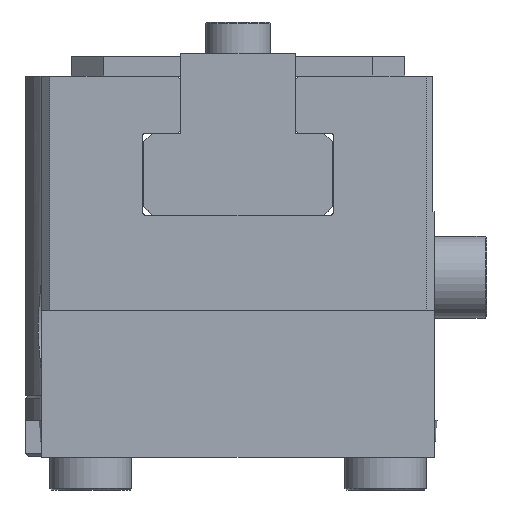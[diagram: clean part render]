
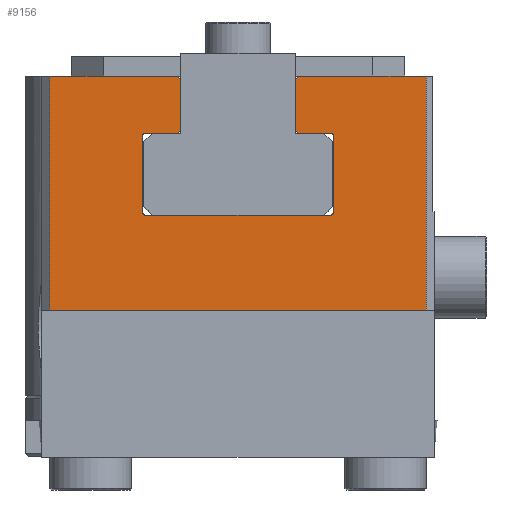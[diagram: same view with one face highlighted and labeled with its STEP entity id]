
A CAD part, left-side view. The second image highlights one B-rep face of the part: STEP entity #9156.
In plain terms, the highlighted planar face has unit normal (-1, 0, 0).
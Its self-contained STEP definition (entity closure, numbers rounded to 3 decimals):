
#486=PLANE('',#9953);
#1054=FACE_OUTER_BOUND('',#1598,.T.);
#1598=EDGE_LOOP('',(#6955,#6956,#6957,#6958,#6959,#6960,#6961,#6962,#6963,
#6964,#6965,#6966,#6967,#6968,#6969,#6970,#6971,#6972,#6973,#6974));
#2230=LINE('',#15104,#2951);
#2241=LINE('',#15135,#2962);
#2244=LINE('',#15148,#2965);
#2245=LINE('',#15151,#2966);
#2246=LINE('',#15153,#2967);
#2247=LINE('',#15155,#2968);
#2248=LINE('',#15157,#2969);
#2249=LINE('',#15161,#2970);
#2250=LINE('',#15165,#2971);
#2251=LINE('',#15169,#2972);
#2252=LINE('',#15173,#2973);
#2253=LINE('',#15175,#2974);
#2254=LINE('',#15177,#2975);
#2255=LINE('',#15178,#2976);
#2256=LINE('',#15180,#2977);
#2257=LINE('',#15181,#2978);
#2951=VECTOR('',#11257,10.);
#2962=VECTOR('',#11286,10.);
#2965=VECTOR('',#11299,10.);
#2966=VECTOR('',#11302,10.);
#2967=VECTOR('',#11303,10.);
#2968=VECTOR('',#11304,10.);
#2969=VECTOR('',#11305,10.);
#2970=VECTOR('',#11308,10.);
#2971=VECTOR('',#11311,10.);
#2972=VECTOR('',#11314,10.);
#2973=VECTOR('',#11317,10.);
#2974=VECTOR('',#11318,10.);
#2975=VECTOR('',#11319,10.);
#2976=VECTOR('',#11320,10.);
#2977=VECTOR('',#11321,10.);
#2978=VECTOR('',#11322,10.);
#3596=CIRCLE('',#9954,0.2);
#3597=CIRCLE('',#9955,0.2);
#3598=CIRCLE('',#9956,0.2);
#3599=CIRCLE('',#9957,0.2);
#4242=VERTEX_POINT('',#15101);
#4243=VERTEX_POINT('',#15103);
#4253=VERTEX_POINT('',#15132);
#4254=VERTEX_POINT('',#15134);
#4259=VERTEX_POINT('',#15146);
#4260=VERTEX_POINT('',#15150);
#4261=VERTEX_POINT('',#15152);
#4262=VERTEX_POINT('',#15154);
#4263=VERTEX_POINT('',#15156);
#4264=VERTEX_POINT('',#15158);
#4265=VERTEX_POINT('',#15160);
#4266=VERTEX_POINT('',#15162);
#4267=VERTEX_POINT('',#15164);
#4268=VERTEX_POINT('',#15166);
#4269=VERTEX_POINT('',#15168);
#4270=VERTEX_POINT('',#15170);
#4271=VERTEX_POINT('',#15172);
#4272=VERTEX_POINT('',#15174);
#4273=VERTEX_POINT('',#15176);
#4274=VERTEX_POINT('',#15179);
#5272=EDGE_CURVE('',#4242,#4243,#2230,.T.);
#5288=EDGE_CURVE('',#4253,#4254,#2241,.T.);
#5295=EDGE_CURVE('',#4254,#4259,#2244,.T.);
#5296=EDGE_CURVE('',#4260,#4253,#2245,.T.);
#5297=EDGE_CURVE('',#4260,#4261,#2246,.T.);
#5298=EDGE_CURVE('',#4262,#4261,#2247,.T.);
#5299=EDGE_CURVE('',#4262,#4263,#2248,.T.);
#5300=EDGE_CURVE('',#4264,#4263,#3596,.T.);
#5301=EDGE_CURVE('',#4264,#4265,#2249,.T.);
#5302=EDGE_CURVE('',#4266,#4265,#3597,.T.);
#5303=EDGE_CURVE('',#4266,#4267,#2250,.T.);
#5304=EDGE_CURVE('',#4268,#4267,#3598,.T.);
#5305=EDGE_CURVE('',#4268,#4269,#2251,.T.);
#5306=EDGE_CURVE('',#4270,#4269,#3599,.T.);
#5307=EDGE_CURVE('',#4270,#4271,#2252,.T.);
#5308=EDGE_CURVE('',#4272,#4271,#2253,.T.);
#5309=EDGE_CURVE('',#4272,#4273,#2254,.T.);
#5310=EDGE_CURVE('',#4243,#4273,#2255,.T.);
#5311=EDGE_CURVE('',#4274,#4242,#2256,.T.);
#5312=EDGE_CURVE('',#4274,#4259,#2257,.T.);
#6955=ORIENTED_EDGE('',*,*,#5295,.F.);
#6956=ORIENTED_EDGE('',*,*,#5288,.F.);
#6957=ORIENTED_EDGE('',*,*,#5296,.F.);
#6958=ORIENTED_EDGE('',*,*,#5297,.T.);
#6959=ORIENTED_EDGE('',*,*,#5298,.F.);
#6960=ORIENTED_EDGE('',*,*,#5299,.T.);
#6961=ORIENTED_EDGE('',*,*,#5300,.F.);
#6962=ORIENTED_EDGE('',*,*,#5301,.T.);
#6963=ORIENTED_EDGE('',*,*,#5302,.F.);
#6964=ORIENTED_EDGE('',*,*,#5303,.T.);
#6965=ORIENTED_EDGE('',*,*,#5304,.F.);
#6966=ORIENTED_EDGE('',*,*,#5305,.T.);
#6967=ORIENTED_EDGE('',*,*,#5306,.F.);
#6968=ORIENTED_EDGE('',*,*,#5307,.T.);
#6969=ORIENTED_EDGE('',*,*,#5308,.F.);
#6970=ORIENTED_EDGE('',*,*,#5309,.T.);
#6971=ORIENTED_EDGE('',*,*,#5310,.F.);
#6972=ORIENTED_EDGE('',*,*,#5272,.F.);
#6973=ORIENTED_EDGE('',*,*,#5311,.F.);
#6974=ORIENTED_EDGE('',*,*,#5312,.T.);
#9156=ADVANCED_FACE('',(#1054),#486,.T.);
#9953=AXIS2_PLACEMENT_3D('',#15149,#11300,#11301);
#9954=AXIS2_PLACEMENT_3D('',#15159,#11306,#11307);
#9955=AXIS2_PLACEMENT_3D('',#15163,#11309,#11310);
#9956=AXIS2_PLACEMENT_3D('',#15167,#11312,#11313);
#9957=AXIS2_PLACEMENT_3D('',#15171,#11315,#11316);
#11257=DIRECTION('',(0.,-1.,0.));
#11286=DIRECTION('',(0.,-1.,0.));
#11299=DIRECTION('',(0.,0.,-1.));
#11300=DIRECTION('center_axis',(-1.,0.,0.));
#11301=DIRECTION('ref_axis',(0.,-1.,0.));
#11302=DIRECTION('',(0.,-0.707,0.707));
#11303=DIRECTION('',(0.,0.,-1.));
#11304=DIRECTION('',(0.,0.707,0.707));
#11305=DIRECTION('',(0.,-1.,0.));
#11306=DIRECTION('center_axis',(-1.,0.,0.));
#11307=DIRECTION('ref_axis',(0.,-0.707,0.707));
#11308=DIRECTION('',(0.,0.,-1.));
#11309=DIRECTION('center_axis',(-1.,0.,0.));
#11310=DIRECTION('ref_axis',(0.,-0.707,-0.707));
#11311=DIRECTION('',(0.,1.,0.));
#11312=DIRECTION('center_axis',(-1.,0.,0.));
#11313=DIRECTION('ref_axis',(0.,0.707,-0.707));
#11314=DIRECTION('',(0.,0.,1.));
#11315=DIRECTION('center_axis',(-1.,0.,0.));
#11316=DIRECTION('ref_axis',(0.,0.707,0.707));
#11317=DIRECTION('',(0.,-1.,0.));
#11318=DIRECTION('',(0.,0.707,-0.707));
#11319=DIRECTION('',(0.,0.,1.));
#11320=DIRECTION('',(0.,-0.707,-0.707));
#11321=DIRECTION('',(0.,0.,1.));
#11322=DIRECTION('',(0.,-1.,0.));
#15101=CARTESIAN_POINT('',(-22.5,11.5,11.65));
#15103=CARTESIAN_POINT('',(-22.5,3.7,11.65));
#15104=CARTESIAN_POINT('',(-22.5,12.,11.65));
#15132=CARTESIAN_POINT('',(-22.5,-3.7,11.65));
#15134=CARTESIAN_POINT('',(-22.5,-11.5,11.65));
#15135=CARTESIAN_POINT('',(-22.5,12.,11.65));
#15146=CARTESIAN_POINT('',(-22.5,-11.5,-2.65));
#15148=CARTESIAN_POINT('',(-22.5,-11.5,0.));
#15149=CARTESIAN_POINT('Origin',(-22.5,12.,0.));
#15150=CARTESIAN_POINT('',(-22.5,-3.5,11.45));
#15151=CARTESIAN_POINT('',(-22.5,3.188,4.763));
#15152=CARTESIAN_POINT('',(-22.5,-3.5,8.35));
#15153=CARTESIAN_POINT('',(-22.5,-3.5,5.825));
#15154=CARTESIAN_POINT('',(-22.5,-3.7,8.15));
#15155=CARTESIAN_POINT('',(-22.5,-1.762,10.088));
#15156=CARTESIAN_POINT('',(-22.5,-5.65,8.15));
#15157=CARTESIAN_POINT('',(-22.5,4.25,8.15));
#15158=CARTESIAN_POINT('',(-22.5,-5.85,7.95));
#15159=CARTESIAN_POINT('Origin',(-22.5,-5.65,7.95));
#15160=CARTESIAN_POINT('',(-22.5,-5.85,3.35));
#15161=CARTESIAN_POINT('',(-22.5,-5.85,4.075));
#15162=CARTESIAN_POINT('',(-22.5,-5.65,3.15));
#15163=CARTESIAN_POINT('Origin',(-22.5,-5.65,3.35));
#15164=CARTESIAN_POINT('',(-22.5,5.65,3.15));
#15165=CARTESIAN_POINT('',(-22.5,3.075,3.15));
#15166=CARTESIAN_POINT('',(-22.5,5.85,3.35));
#15167=CARTESIAN_POINT('Origin',(-22.5,5.65,3.35));
#15168=CARTESIAN_POINT('',(-22.5,5.85,7.95));
#15169=CARTESIAN_POINT('',(-22.5,5.85,1.575));
#15170=CARTESIAN_POINT('',(-22.5,5.65,8.15));
#15171=CARTESIAN_POINT('Origin',(-22.5,5.65,7.95));
#15172=CARTESIAN_POINT('',(-22.5,3.7,8.15));
#15173=CARTESIAN_POINT('',(-22.5,8.925,8.15));
#15174=CARTESIAN_POINT('',(-22.5,3.5,8.35));
#15175=CARTESIAN_POINT('',(-22.5,7.762,4.087));
#15176=CARTESIAN_POINT('',(-22.5,3.5,11.45));
#15177=CARTESIAN_POINT('',(-22.5,3.5,4.075));
#15178=CARTESIAN_POINT('',(-22.5,2.812,10.763));
#15179=CARTESIAN_POINT('',(-22.5,11.5,-2.65));
#15180=CARTESIAN_POINT('',(-22.5,11.5,0.));
#15181=CARTESIAN_POINT('',(-22.5,0.,-2.65));
